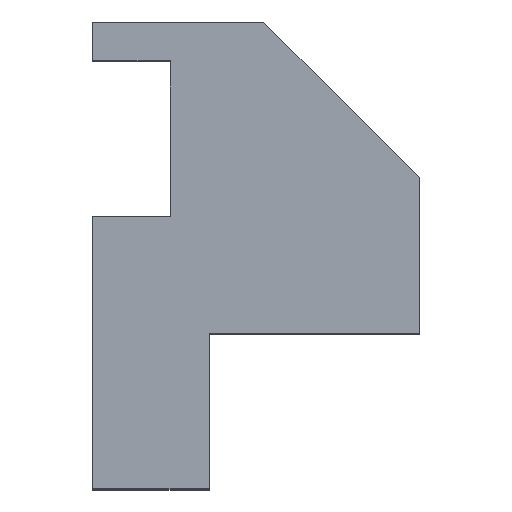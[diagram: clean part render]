
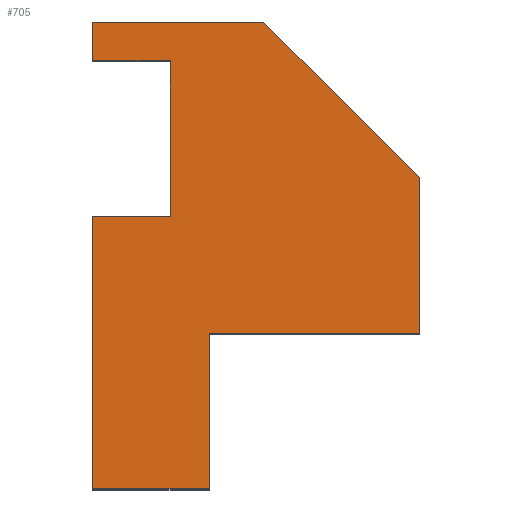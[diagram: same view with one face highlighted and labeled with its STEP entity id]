
A CAD part, top view. The second image highlights one B-rep face of the part: STEP entity #705.
In plain terms, the highlighted planar face has unit normal (0, 0, 1).
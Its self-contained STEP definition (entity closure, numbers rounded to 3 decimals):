
#37=PLANE('',#778);
#79=FACE_OUTER_BOUND('',#122,.T.);
#122=EDGE_LOOP('',(#567,#568,#569,#570,#571,#572,#573,#574,#575,#576,#577));
#157=LINE('',#1027,#236);
#160=LINE('',#1043,#239);
#167=LINE('',#1063,#246);
#178=LINE('',#1087,#257);
#185=LINE('',#1101,#264);
#190=LINE('',#1110,#269);
#191=LINE('',#1112,#270);
#193=LINE('',#1116,#272);
#194=LINE('',#1117,#273);
#195=LINE('',#1119,#274);
#196=LINE('',#1120,#275);
#236=VECTOR('',#830,10.);
#239=VECTOR('',#847,10.);
#246=VECTOR('',#866,10.);
#257=VECTOR('',#881,10.);
#264=VECTOR('',#892,10.);
#269=VECTOR('',#901,10.);
#270=VECTOR('',#904,10.);
#272=VECTOR('',#908,10.);
#273=VECTOR('',#909,10.);
#274=VECTOR('',#910,10.);
#275=VECTOR('',#911,10.);
#333=VERTEX_POINT('',#1021);
#335=VERTEX_POINT('',#1025);
#340=VERTEX_POINT('',#1041);
#341=VERTEX_POINT('',#1042);
#347=VERTEX_POINT('',#1060);
#358=VERTEX_POINT('',#1084);
#359=VERTEX_POINT('',#1086);
#364=VERTEX_POINT('',#1098);
#366=VERTEX_POINT('',#1108);
#367=VERTEX_POINT('',#1115);
#368=VERTEX_POINT('',#1118);
#401=EDGE_CURVE('',#335,#333,#157,.T.);
#408=EDGE_CURVE('',#340,#341,#160,.T.);
#418=EDGE_CURVE('',#341,#347,#167,.T.);
#429=EDGE_CURVE('',#359,#358,#178,.T.);
#436=EDGE_CURVE('',#364,#340,#185,.T.);
#441=EDGE_CURVE('',#347,#366,#190,.T.);
#442=EDGE_CURVE('',#335,#364,#191,.T.);
#444=EDGE_CURVE('',#366,#367,#193,.T.);
#445=EDGE_CURVE('',#359,#367,#194,.T.);
#446=EDGE_CURVE('',#358,#368,#195,.T.);
#447=EDGE_CURVE('',#333,#368,#196,.T.);
#567=ORIENTED_EDGE('',*,*,#418,.T.);
#568=ORIENTED_EDGE('',*,*,#441,.T.);
#569=ORIENTED_EDGE('',*,*,#444,.T.);
#570=ORIENTED_EDGE('',*,*,#445,.F.);
#571=ORIENTED_EDGE('',*,*,#429,.T.);
#572=ORIENTED_EDGE('',*,*,#446,.T.);
#573=ORIENTED_EDGE('',*,*,#447,.F.);
#574=ORIENTED_EDGE('',*,*,#401,.F.);
#575=ORIENTED_EDGE('',*,*,#442,.T.);
#576=ORIENTED_EDGE('',*,*,#436,.T.);
#577=ORIENTED_EDGE('',*,*,#408,.T.);
#705=ADVANCED_FACE('',(#79),#37,.T.);
#778=AXIS2_PLACEMENT_3D('',#1114,#906,#907);
#830=DIRECTION('',(1.,0.,0.));
#847=DIRECTION('',(0.,-1.,0.));
#866=DIRECTION('',(-1.,0.,0.));
#881=DIRECTION('',(1.,0.,0.));
#892=DIRECTION('',(1.,0.,0.));
#901=DIRECTION('',(0.,-1.,0.));
#904=DIRECTION('',(0.,-1.,0.));
#906=DIRECTION('center_axis',(0.,0.,1.));
#907=DIRECTION('ref_axis',(1.,0.,0.));
#908=DIRECTION('',(1.,0.,0.));
#909=DIRECTION('',(0.,-1.,0.));
#910=DIRECTION('',(0.,1.,0.));
#911=DIRECTION('',(0.707,-0.707,0.));
#1021=CARTESIAN_POINT('',(-3.99,35.,45.01));
#1025=CARTESIAN_POINT('',(-26.01,35.,45.01));
#1027=CARTESIAN_POINT('',(-26.01,35.,45.01));
#1041=CARTESIAN_POINT('',(-16.01,30.,45.01));
#1042=CARTESIAN_POINT('',(-16.01,10.,45.01));
#1043=CARTESIAN_POINT('',(-16.01,15.,45.01));
#1060=CARTESIAN_POINT('',(-26.01,10.,45.01));
#1063=CARTESIAN_POINT('',(-21.01,10.,45.01));
#1084=CARTESIAN_POINT('',(16.01,-5.,45.01));
#1086=CARTESIAN_POINT('',(-11.01,-5.,45.01));
#1087=CARTESIAN_POINT('',(-16.01,-5.,45.01));
#1098=CARTESIAN_POINT('',(-26.01,30.,45.01));
#1101=CARTESIAN_POINT('',(-21.01,30.,45.01));
#1108=CARTESIAN_POINT('',(-26.01,-25.,45.01));
#1110=CARTESIAN_POINT('',(-26.01,10.,45.01));
#1112=CARTESIAN_POINT('',(-26.01,10.,45.01));
#1114=CARTESIAN_POINT('Origin',(-16.01,10.,45.01));
#1115=CARTESIAN_POINT('',(-11.01,-25.,45.01));
#1116=CARTESIAN_POINT('',(-26.01,-25.,45.01));
#1117=CARTESIAN_POINT('',(-11.01,-5.,45.01));
#1118=CARTESIAN_POINT('',(16.01,15.,45.01));
#1119=CARTESIAN_POINT('',(16.01,-5.,45.01));
#1120=CARTESIAN_POINT('',(4.255,26.755,45.01));
